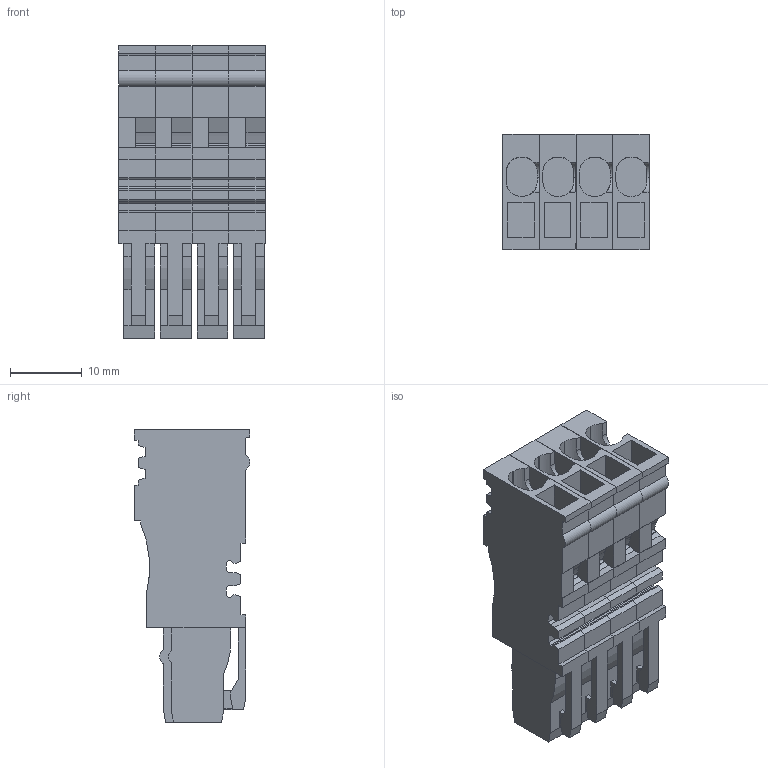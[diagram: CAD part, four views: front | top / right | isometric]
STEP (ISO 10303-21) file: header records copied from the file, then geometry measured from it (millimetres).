
FILE_DESCRIPTION(('CATIA V5R22 STEP214','CAx-IF Rec.Pracs.--- Model Styling and Organization---1.4--- 2014-01-23'),'2;1');
FILE_NAME ('024284-2_0', '2021-06-07T13:09:57+00:00', ('Weidmueller Interface'), ('Weidmueller'), 'CATIA Version 5-6 Release 2016 SP3 HF44', 'CATIA V5 STEP AP214', 'none');
FILE_SCHEMA(('AUTOMOTIVE_DESIGN { 1 0 10303 214 1 1 1 1 }'));
Length unit declared in the file: millimetre
Products named in the file (1): 1867110000
Bounding box: 20.4 x 16.15 x 40.75 mm (x, y, z)
Volume: 7253.8 mm3; surface area: 8901.3 mm2
Topology: 4 solids, 4 shells, 584 faces, 1708 edges, 1144 vertices
Faces by surface type: plane 506, cylinder 78
Entity records: 18684 total; most frequent: CARTESIAN_POINT 3528, ORIENTED_EDGE 3416, DIRECTION 2593, EDGE_CURVE 1708, VECTOR 1524, LINE 1524, VERTEX_POINT 1144, AXIS2_PLACEMENT_3D 614
